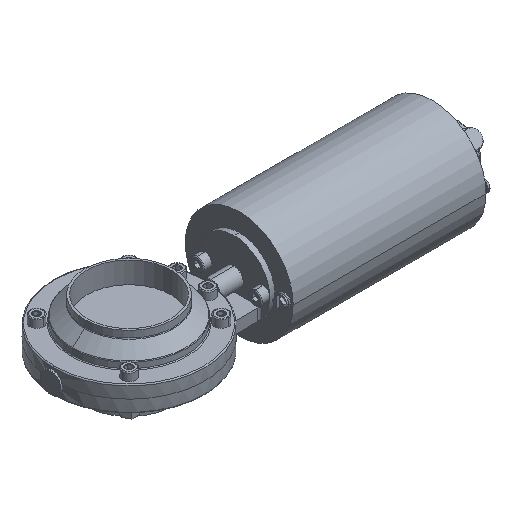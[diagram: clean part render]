
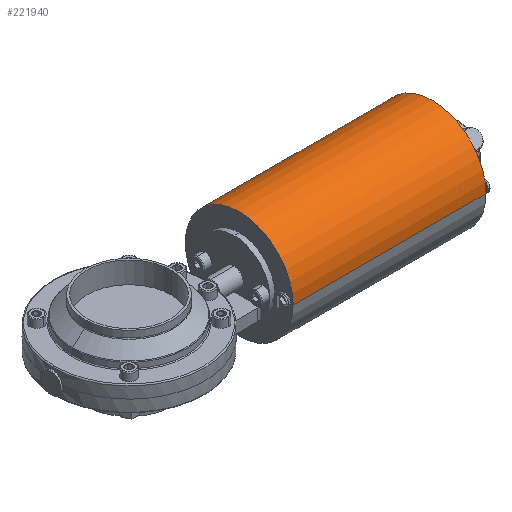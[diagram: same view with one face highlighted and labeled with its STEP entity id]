
A CAD part, isometric view. The second image highlights one B-rep face of the part: STEP entity #221940.
In plain terms, the highlighted cylindrical face has radius 52 mm (diameter 104 mm), a partial arc.
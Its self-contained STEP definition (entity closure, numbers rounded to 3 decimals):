
#60=CARTESIAN_POINT('',(292.188,-12.563,48.5));
#70=DIRECTION('',(-1.,0.,0.));
#80=DIRECTION('',(0.,-1.,0.));
#90=AXIS2_PLACEMENT_3D('',#60,#70,#80);
#100=CIRCLE('',#90,52.);
#110=CARTESIAN_POINT('',(292.188,-64.563,48.5));
#120=VERTEX_POINT('',#110);
#130=CARTESIAN_POINT('',(292.188,39.437,
48.5));
#140=VERTEX_POINT('',#130);
#150=EDGE_CURVE('',#120,#140,#100,.T.);
#3580=CARTESIAN_POINT('',(106.188,-12.563,48.5));
#3590=DIRECTION('',(-1.,0.,0.));
#3600=DIRECTION('',(0.,-1.,0.));
#3610=AXIS2_PLACEMENT_3D('',#3580,#3590,#3600);
#3620=CIRCLE('',#3610,52.);
#3630=CARTESIAN_POINT('',(106.188,-64.563,48.5));
#3640=VERTEX_POINT('',#3630);
#3650=CARTESIAN_POINT('',(106.188,39.437,48.5));
#3660=VERTEX_POINT('',#3650);
#3670=EDGE_CURVE('',#3640,#3660,#3620,.T.);
#221590=CARTESIAN_POINT('',(291.688,-12.563,48.5));
#221600=DIRECTION('',(-1.,0.,0.));
#221610=DIRECTION('',(0.,-1.,0.));
#221620=AXIS2_PLACEMENT_3D('',#221590,#221600,#221610);
#221630=CYLINDRICAL_SURFACE('',#221620,52.);
#221640=CARTESIAN_POINT('',(291.688,39.437,
48.5));
#221650=DIRECTION('',(-1.,0.,0.));
#221660=VECTOR('',#221650,1.);
#221670=LINE('',#221640,#221660);
#221680=EDGE_CURVE('',#140,#3660,#221670,.T.);
#221710=CARTESIAN_POINT('',(291.688,-64.563,48.5));
#221720=DIRECTION('',(-1.,0.,0.));
#221730=VECTOR('',#221720,1.);
#221740=LINE('',#221710,#221730);
#221750=EDGE_CURVE('',#120,#3640,#221740,.T.);
#221880=ORIENTED_EDGE('',*,*,#3670,.F.);
#221890=ORIENTED_EDGE('',*,*,#221680,.T.);
#221900=ORIENTED_EDGE('',*,*,#150,.T.);
#221910=ORIENTED_EDGE('',*,*,#221750,.F.);
#221920=EDGE_LOOP('',(#221910,#221900,#221890,#221880));
#221930=FACE_OUTER_BOUND('',#221920,.T.);
#221940=ADVANCED_FACE('',(#221930),#221630,.T.);
